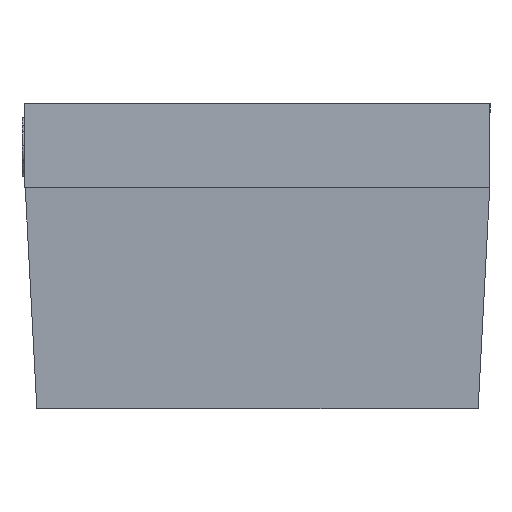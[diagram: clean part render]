
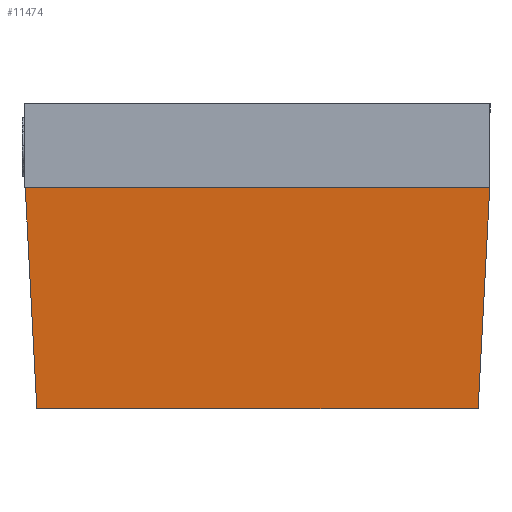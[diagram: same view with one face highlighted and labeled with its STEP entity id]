
A CAD part, left-side view. The second image highlights one B-rep face of the part: STEP entity #11474.
In plain terms, the highlighted planar face has unit normal (-0.999, 0, -0.052).
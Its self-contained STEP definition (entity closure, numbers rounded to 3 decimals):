
#690 = VECTOR ( 'NONE', #14990, 1000. ) ;
#978 = CARTESIAN_POINT ( 'NONE',  ( -0.659, 0.759, -0.347 ) ) ;
#1304 = EDGE_CURVE ( 'NONE', #1935, #16048, #12031, .T. ) ;
#1307 = EDGE_LOOP ( 'NONE', ( #9814, #7256, #7637, #8613 ) ) ;
#1935 = VERTEX_POINT ( 'NONE', #2769 ) ;
#2769 = CARTESIAN_POINT ( 'NONE',  ( -0.7, -0.8, 0.433 ) ) ;
#2919 = VECTOR ( 'NONE', #14778, 1000. ) ;
#3049 = FACE_OUTER_BOUND ( 'NONE', #1307, .T. ) ;
#3259 = CARTESIAN_POINT ( 'NONE',  ( -0.659, -0.759, -0.347 ) ) ;
#3619 = EDGE_CURVE ( 'NONE', #7135, #16048, #8582, .T. ) ;
#5315 = DIRECTION ( 'NONE',  ( -0.052, -0.052, 0.997 ) ) ;
#5888 = EDGE_CURVE ( 'NONE', #7320, #7135, #14863, .T. ) ;
#6598 = DIRECTION ( 'NONE',  ( 0., 1., 0. ) ) ;
#6626 = PLANE ( 'NONE',  #13238 ) ;
#6846 = CARTESIAN_POINT ( 'NONE',  ( -0.7, 0.8, 0.433 ) ) ;
#7135 = VERTEX_POINT ( 'NONE', #978 ) ;
#7213 = CARTESIAN_POINT ( 'NONE',  ( -0.659, 0.8, -0.347 ) ) ;
#7256 = ORIENTED_EDGE ( 'NONE', *, *, #3619, .F. ) ;
#7320 = VERTEX_POINT ( 'NONE', #3259 ) ;
#7326 = CARTESIAN_POINT ( 'NONE',  ( -0.696, 0.796, 0.36 ) ) ;
#7459 = VECTOR ( 'NONE', #6598, 1000. ) ;
#7637 = ORIENTED_EDGE ( 'NONE', *, *, #5888, .F. ) ;
#7748 = EDGE_CURVE ( 'NONE', #7320, #1935, #10305, .T. ) ;
#7784 = CARTESIAN_POINT ( 'NONE',  ( -0.7, 0.8, 0.433 ) ) ;
#8582 = LINE ( 'NONE', #7326, #690 ) ;
#8613 = ORIENTED_EDGE ( 'NONE', *, *, #7748, .T. ) ;
#9533 = CARTESIAN_POINT ( 'NONE',  ( -0.7, 0.8, 0.433 ) ) ;
#9814 = ORIENTED_EDGE ( 'NONE', *, *, #1304, .T. ) ;
#10050 = VECTOR ( 'NONE', #5315, 1000. ) ;
#10305 = LINE ( 'NONE', #11741, #10050 ) ;
#11474 = ADVANCED_FACE ( 'NONE', ( #3049 ), #6626, .T. ) ;
#11741 = CARTESIAN_POINT ( 'NONE',  ( -0.696, -0.796, 0.35 ) ) ;
#11986 = DIRECTION ( 'NONE',  ( 0.052, 0., -0.999 ) ) ;
#12031 = LINE ( 'NONE', #6846, #7459 ) ;
#12906 = DIRECTION ( 'NONE',  ( -0.999, 0., -0.052 ) ) ;
#13238 = AXIS2_PLACEMENT_3D ( 'NONE', #7784, #12906, #11986 ) ;
#14778 = DIRECTION ( 'NONE',  ( 0., 1., 0. ) ) ;
#14863 = LINE ( 'NONE', #7213, #2919 ) ;
#14990 = DIRECTION ( 'NONE',  ( -0.052, 0.052, 0.997 ) ) ;
#16048 = VERTEX_POINT ( 'NONE', #9533 ) ;
